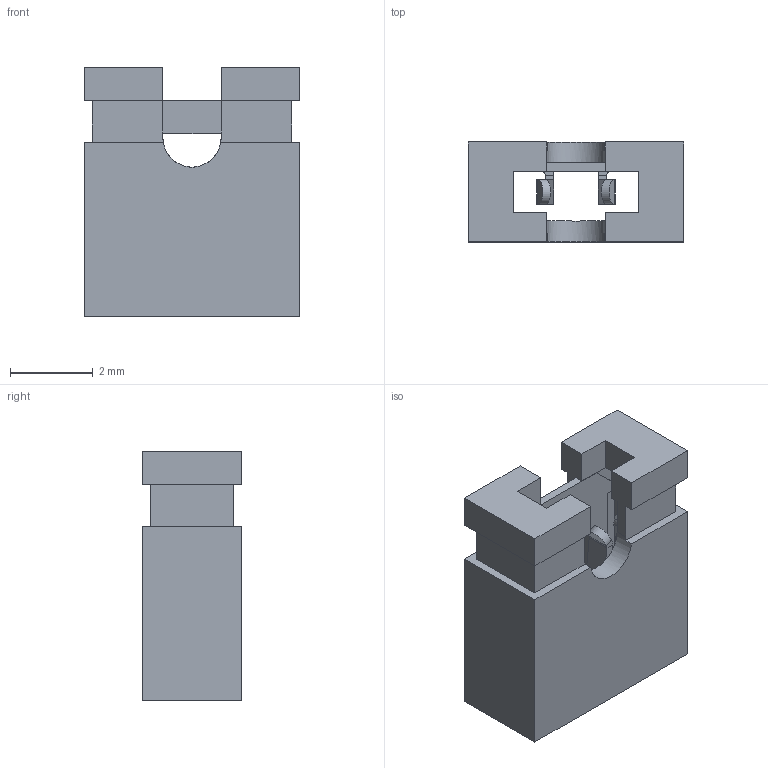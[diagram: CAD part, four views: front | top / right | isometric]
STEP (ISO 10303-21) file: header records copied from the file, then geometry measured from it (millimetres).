
FILE_DESCRIPTION(/* description */ ('STEP AP214'),/* implementation_level */ '2;1');
FILE_NAME(/* name */ 'Jumper2.stp',/* time_stamp */ '2022-08-03T17:25:04-05:00',/* author */ ('Tecneu'),/* organization */ ('UNSPECIFIED'),/* preprocessor_version */ 'ST-DEVELOPER v18.1',/* originating_system */ 'Autodesk Inventor 2021',/* authorisation */ '');
FILE_SCHEMA (('AUTOMOTIVE_DESIGN { 1 0 10303 214 3 1 1 }'));
Length unit declared in the file: millimetre
Products named in the file (1): Jumper2
Bounding box: 5.2 x 2.4 x 6 mm (x, y, z)
Volume: 41.9 mm3; surface area: 221.7 mm2
Topology: 2 solids, 2 shells, 207 faces, 494 edges, 264 vertices
Faces by surface type: plane 175, cylinder 32
Entity records: 5962 total; most frequent: DIRECTION 994, ORIENTED_EDGE 988, CARTESIAN_POINT 966, EDGE_CURVE 494, LINE 410, VECTOR 410, AXIS2_PLACEMENT_3D 292, VERTEX_POINT 264
